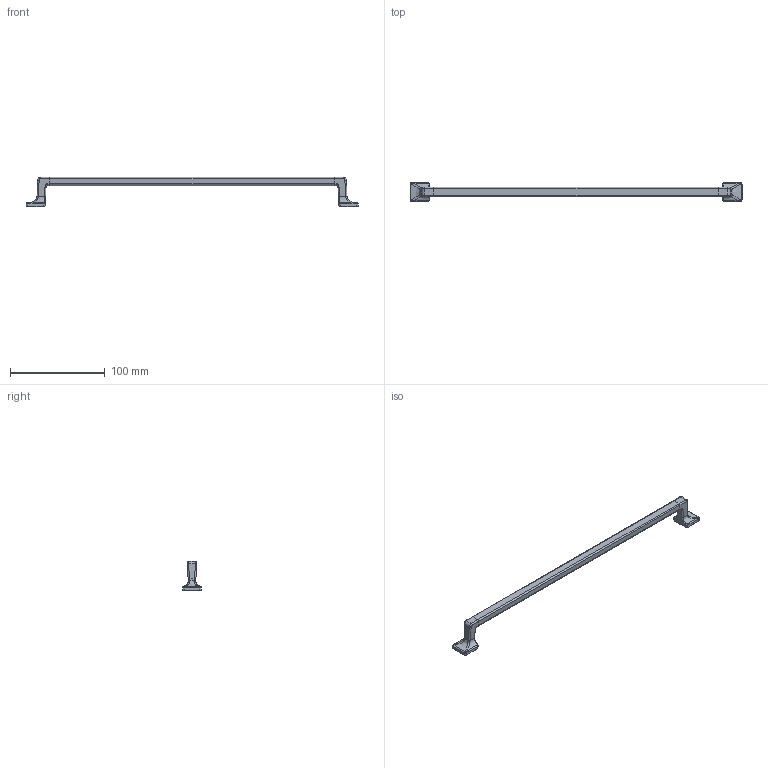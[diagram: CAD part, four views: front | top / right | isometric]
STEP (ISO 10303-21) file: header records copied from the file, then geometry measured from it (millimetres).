
FILE_DESCRIPTION (( 'STEP AP214' ), '1' );
FILE_NAME ('555020320 HERITAGE.STEP', '2022-12-19T12:30:11', ( '' ), ( '' ), 'SwSTEP 2.0', 'SolidWorks 2022', '' );
FILE_SCHEMA (( 'AUTOMOTIVE_DESIGN' ));
Length unit declared in the file: millimetre
Products named in the file (1): 555020320 HERITAGE
Bounding box: 349.98 x 20 x 31 mm (x, y, z)
Volume: 33754.8 mm3; surface area: 14357.9 mm2
Topology: 1 solids, 1 shells, 140 faces, 320 edges, 180 vertices
Faces by surface type: bspline 67, cylinder 52, plane 21
Entity records: 6558 total; most frequent: CARTESIAN_POINT 4437, ORIENTED_EDGE 632, EDGE_CURVE 316, B_SPLINE_CURVE_WITH_KNOTS 203, VERTEX_POINT 180, DIRECTION 157, EDGE_LOOP 142, ADVANCED_FACE 140
